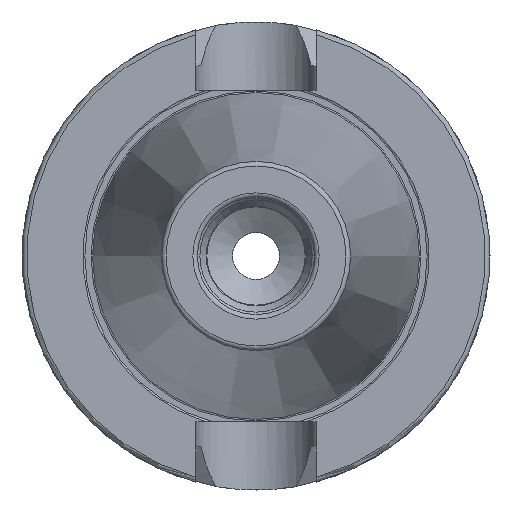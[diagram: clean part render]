
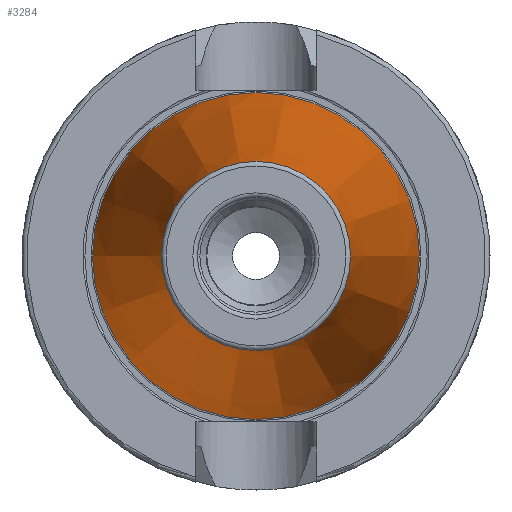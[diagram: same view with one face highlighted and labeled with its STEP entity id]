
A CAD part, left-side view. The second image highlights one B-rep face of the part: STEP entity #3284.
In plain terms, the highlighted conical face has half-angle 8.297 degrees and reference radius 27.564 mm.
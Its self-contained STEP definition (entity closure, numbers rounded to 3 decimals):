
#3250=CARTESIAN_POINT('',(-100.944,20.204,0.0));
#3251=VERTEX_POINT('',#3250);
#3252=CARTESIAN_POINT('',(-100.944,0.0,0.0));
#3253=DIRECTION('',(1.0,0.0,0.0));
#3254=DIRECTION('',(0.0,1.0,0.0));
#3255=AXIS2_PLACEMENT_3D('',#3252,#3253,#3254);
#3256=CIRCLE('',#3255,20.204);
#3257=EDGE_CURVE('',#3251,#3251,#3256,.T.);
#3265=CARTESIAN_POINT('',(-50.472,0.0,0.0));
#3266=DIRECTION('',(1.0,0.0,0.0));
#3267=DIRECTION('',(0.0,1.0,0.0));
#3268=AXIS2_PLACEMENT_3D('',#3265,#3266,#3267);
#3269=CONICAL_SURFACE('',#3268,27.564,8.297);
#3270=CARTESIAN_POINT('',(0.0,34.925,0.0));
#3271=VERTEX_POINT('',#3270);
#3272=CARTESIAN_POINT('',(0.0,0.0,0.0));
#3273=DIRECTION('',(1.0,0.0,0.0));
#3274=DIRECTION('',(0.0,1.0,0.0));
#3275=AXIS2_PLACEMENT_3D('',#3272,#3273,#3274);
#3276=CIRCLE('',#3275,34.925);
#3277=EDGE_CURVE('',#3271,#3271,#3276,.T.);
#3278=ORIENTED_EDGE('',*,*,#3277,.F.);
#3279=EDGE_LOOP('',(#3278));
#3280=FACE_OUTER_BOUND('',#3279,.T.);
#3281=ORIENTED_EDGE('',*,*,#3257,.T.);
#3282=EDGE_LOOP('',(#3281));
#3283=FACE_BOUND('',#3282,.T.);
#3284=ADVANCED_FACE('',(#3280,#3283),#3269,.T.);
